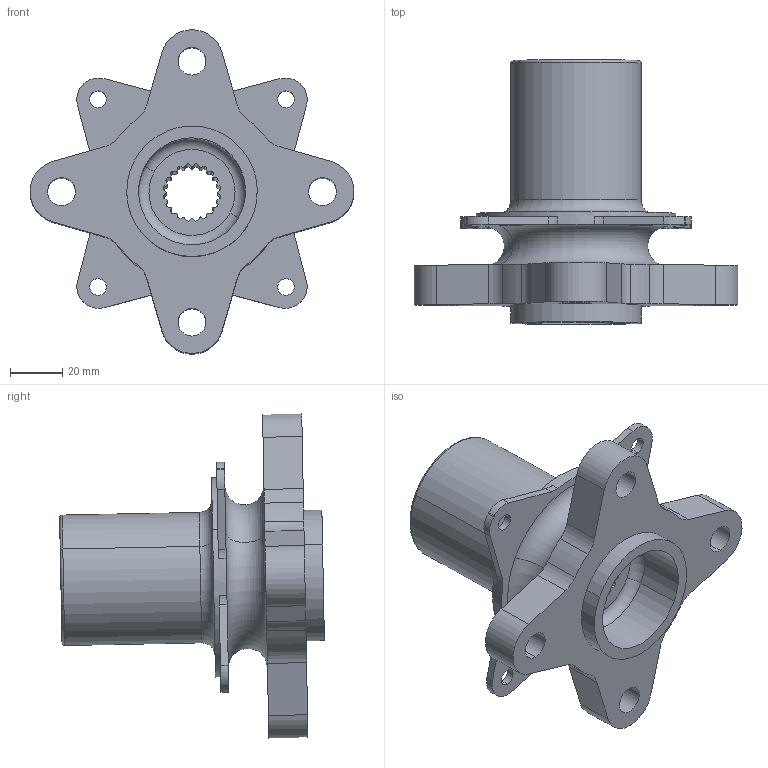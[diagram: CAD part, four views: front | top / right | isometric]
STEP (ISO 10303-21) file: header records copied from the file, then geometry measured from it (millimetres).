
FILE_DESCRIPTION(('CATIA V5 STEP Exchange'),'2;1');
FILE_NAME('WT_03001 (Rear Hub).stp','2022-11-15T18:33:18+00:00',('none'),('none'),'CATIA Version 5 Release 19 SP 2 (IN-10)','CATIA V5 STEP AP203','none');
FILE_SCHEMA(('CONFIG_CONTROL_DESIGN'));
Length unit declared in the file: millimetre
Products named in the file (1): WT_03001
Bounding box: 123.91 x 101.43 x 124.18 mm (x, y, z)
Volume: 222629.3 mm3; surface area: 50670.8 mm2
Topology: 1 solids, 1 shells, 183 faces, 521 edges, 350 vertices
Faces by surface type: cylinder 102, plane 71, torus 10
Entity records: 5754 total; most frequent: ORIENTED_EDGE 1040, CARTESIAN_POINT 1025, DIRECTION 827, EDGE_CURVE 520, AXIS2_PLACEMENT_3D 400, VERTEX_POINT 344, VECTOR 275, LINE 275
